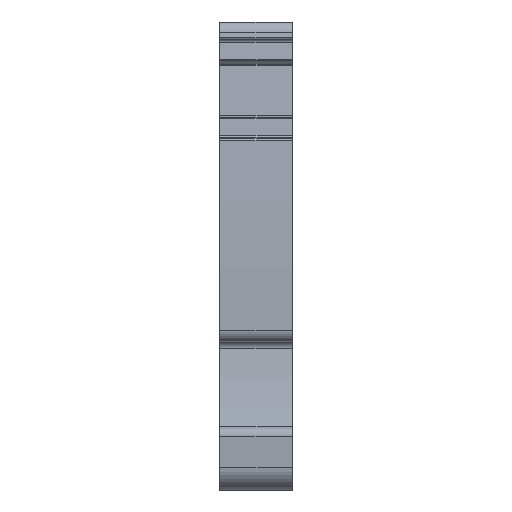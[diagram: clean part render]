
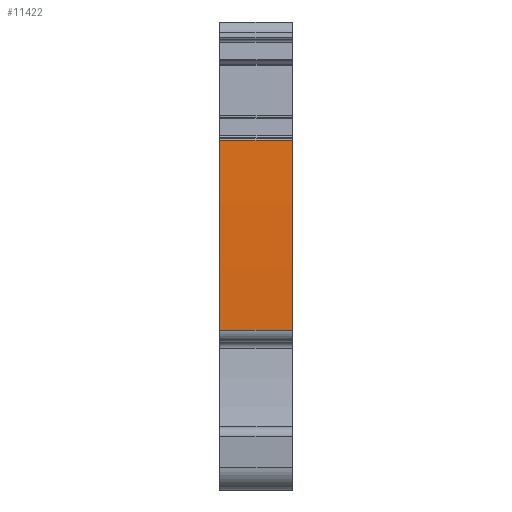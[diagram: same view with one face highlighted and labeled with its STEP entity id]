
A CAD part, front view. The second image highlights one B-rep face of the part: STEP entity #11422.
In plain terms, the highlighted cylindrical face has radius 198.503 mm (diameter 397.006 mm), a partial arc.
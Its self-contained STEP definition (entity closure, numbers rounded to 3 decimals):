
#2499=AXIS2_PLACEMENT_3D('Circle Axis2P3D',#2497,#2498,$) ;
#2506=AXIS2_PLACEMENT_3D('Circle Axis2P3D',#2504,#2505,$) ;
#3635=AXIS2_PLACEMENT_3D('Circle Axis2P3D',#3633,#3634,$) ;
#3642=AXIS2_PLACEMENT_3D('Circle Axis2P3D',#3640,#3641,$) ;
#11407=AXIS2_PLACEMENT_3D('Cylinder Axis2P3D',#11404,#11405,#11406) ;
#2494=CARTESIAN_POINT('Vertex',(0.,1.529,13.435)) ;
#2497=CARTESIAN_POINT('Axis2P3D Location',(0.,2.529,13.45)) ;
#2501=CARTESIAN_POINT('Vertex',(0.,1.528,13.45)) ;
#2504=CARTESIAN_POINT('Axis2P3D Location',(0.,200.008,16.501)) ;
#2508=CARTESIAN_POINT('Vertex',(0.,1.929,29.464)) ;
#3630=CARTESIAN_POINT('Vertex',(6.1,1.929,29.464)) ;
#3633=CARTESIAN_POINT('Axis2P3D Location',(6.1,200.008,16.501)) ;
#3637=CARTESIAN_POINT('Vertex',(6.1,1.528,13.45)) ;
#3640=CARTESIAN_POINT('Axis2P3D Location',(6.1,200.419,16.508)) ;
#3644=CARTESIAN_POINT('Vertex',(6.1,1.529,13.435)) ;
#11391=CARTESIAN_POINT('Line Origine',(3.05,1.529,13.435)) ;
#11404=CARTESIAN_POINT('Axis2P3D Location',(3.05,200.008,16.501)) ;
#11409=CARTESIAN_POINT('Line Origine',(3.05,1.929,29.464)) ;
#2498=DIRECTION('Axis2P3D Direction',(1.,0.,-0.)) ;
#2505=DIRECTION('Axis2P3D Direction',(1.,0.,-0.)) ;
#3634=DIRECTION('Axis2P3D Direction',(1.,0.,-0.)) ;
#3641=DIRECTION('Axis2P3D Direction',(1.,0.,-0.)) ;
#11392=DIRECTION('Vector Direction',(1.,0.,0.)) ;
#11405=DIRECTION('Axis2P3D Direction',(1.,0.,0.)) ;
#11406=DIRECTION('Axis2P3D XDirection',(0.,-0.994,0.111)) ;
#11410=DIRECTION('Vector Direction',(1.,0.,0.)) ;
#11393=VECTOR('Line Direction',#11392,1.) ;
#11411=VECTOR('Line Direction',#11410,1.) ;
#11415=ORIENTED_EDGE('',*,*,#2510,.T.) ;
#11416=ORIENTED_EDGE('',*,*,#2503,.T.) ;
#11417=ORIENTED_EDGE('',*,*,#11395,.T.) ;
#11418=ORIENTED_EDGE('',*,*,#3646,.F.) ;
#11419=ORIENTED_EDGE('',*,*,#3639,.F.) ;
#11420=ORIENTED_EDGE('',*,*,#11413,.F.) ;
#11422=ADVANCED_FACE('MLD',(#11421),#11408,.T.) ;
#2500=CIRCLE('generated circle',#2499,1.) ;
#2507=CIRCLE('generated circle',#2506,198.503) ;
#3636=CIRCLE('generated circle',#3635,198.503) ;
#3643=CIRCLE('generated circle',#3642,198.914) ;
#11408=CYLINDRICAL_SURFACE('generated cylinder',#11407,198.503) ;
#2503=EDGE_CURVE('',#2502,#2495,#2500,.T.) ;
#2510=EDGE_CURVE('',#2509,#2502,#2507,.T.) ;
#3639=EDGE_CURVE('',#3631,#3638,#3636,.T.) ;
#3646=EDGE_CURVE('',#3638,#3645,#3643,.T.) ;
#11395=EDGE_CURVE('',#2495,#3645,#11394,.T.) ;
#11413=EDGE_CURVE('',#2509,#3631,#11412,.T.) ;
#11414=EDGE_LOOP('',(#11415,#11416,#11417,#11418,#11419,#11420)) ;
#11421=FACE_OUTER_BOUND('',#11414,.T.) ;
#11394=LINE('Line',#11391,#11393) ;
#11412=LINE('Line',#11409,#11411) ;
#2495=VERTEX_POINT('',#2494) ;
#2502=VERTEX_POINT('',#2501) ;
#2509=VERTEX_POINT('',#2508) ;
#3631=VERTEX_POINT('',#3630) ;
#3638=VERTEX_POINT('',#3637) ;
#3645=VERTEX_POINT('',#3644) ;
